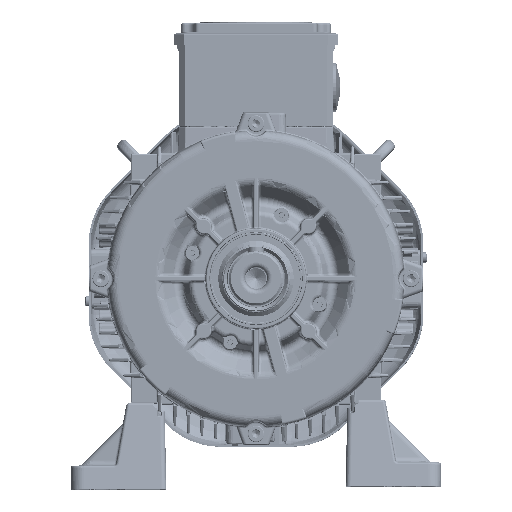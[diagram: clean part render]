
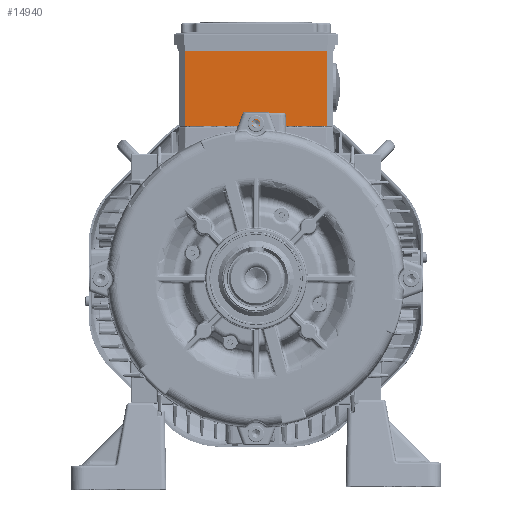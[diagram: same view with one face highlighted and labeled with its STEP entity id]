
A CAD part, top view. The second image highlights one B-rep face of the part: STEP entity #14940.
In plain terms, the highlighted planar face has unit normal (0, 0, 1).
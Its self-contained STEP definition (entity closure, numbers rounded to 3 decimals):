
#14940=ADVANCED_FACE('',(#24270),#22503,.T.);
#22503=PLANE('',#142252);
#24270=FACE_OUTER_BOUND('',#31591,.T.);
#31591=EDGE_LOOP('',(#58020,#58021,#58022,#58023));
#39935=LINE('',#192291,#48960);
#39938=LINE('',#192297,#48963);
#39939=LINE('',#192300,#48964);
#39940=LINE('',#192301,#48965);
#48960=VECTOR('',#155929,1.);
#48963=VECTOR('',#155934,1.);
#48964=VECTOR('',#155935,1.);
#48965=VECTOR('',#155936,1.);
#58020=ORIENTED_EDGE('',*,*,#111041,.T.);
#58021=ORIENTED_EDGE('',*,*,#111042,.T.);
#58022=ORIENTED_EDGE('',*,*,#111038,.F.);
#58023=ORIENTED_EDGE('',*,*,#111043,.F.);
#95853=VERTEX_POINT('',#192292);
#95854=VERTEX_POINT('',#192293);
#95855=VERTEX_POINT('',#192298);
#95856=VERTEX_POINT('',#192299);
#111038=EDGE_CURVE('',#95853,#95854,#39935,.T.);
#111041=EDGE_CURVE('',#95855,#95856,#39938,.T.);
#111042=EDGE_CURVE('',#95856,#95854,#39939,.T.);
#111043=EDGE_CURVE('',#95855,#95853,#39940,.T.);
#142252=AXIS2_PLACEMENT_3D('',#192302,#155937,#155938);
#155929=DIRECTION('',(0.,1.,0.));
#155934=DIRECTION('',(0.,1.,0.));
#155935=DIRECTION('',(-1.,0.,0.));
#155936=DIRECTION('',(-1.,0.,0.));
#155937=DIRECTION('',(0.,0.,1.));
#155938=DIRECTION('',(1.,0.,0.));
#192291=CARTESIAN_POINT('',(-55.,121.,-12.));
#192292=CARTESIAN_POINT('',(-55.,119.,-12.));
#192293=CARTESIAN_POINT('',(-55.,177.,-12.));
#192297=CARTESIAN_POINT('',(55.,121.,-12.));
#192298=CARTESIAN_POINT('',(55.,119.,-12.));
#192299=CARTESIAN_POINT('',(55.,177.,-12.));
#192300=CARTESIAN_POINT('',(55.,177.,-12.));
#192301=CARTESIAN_POINT('',(55.,119.,-12.));
#192302=CARTESIAN_POINT('',(-55.,121.,-12.));
